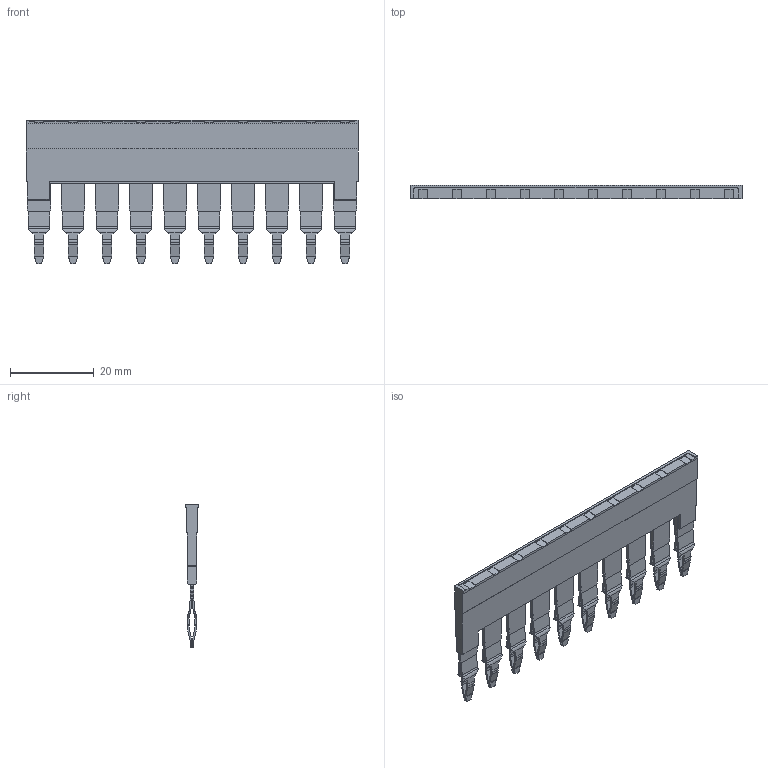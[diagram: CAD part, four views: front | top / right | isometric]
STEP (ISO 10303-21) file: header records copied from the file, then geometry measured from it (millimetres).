
FILE_DESCRIPTION(('CATIA V5 STEP Exchange','CAx-IF Rec.Pracs.--- Model Styling and Organization---1.4--- 2014-01-23'),'2;1');
FILE_NAME ('1227395-5_1', '2020-02-17T09:24:27+00:00', ('none'), ('Weidmueller'), 'CATIA Version 5-6 Release 2016 SP3 HF44', 'CATIA V5 STEP AP214', 'none');
FILE_SCHEMA(('AUTOMOTIVE_DESIGN { 1 0 10303 214 1 1 1 1 }'));
Length unit declared in the file: millimetre
Products named in the file (1): 2733970000
Bounding box: 79.1 x 3.1 x 34.11 mm (x, y, z)
Volume: 3533.7 mm3; surface area: 9773.2 mm2
Topology: 2 solids, 2 shells, 1022 faces, 3113 edges, 2095 vertices
Faces by surface type: plane 644, cylinder 378
Entity records: 33707 total; most frequent: CARTESIAN_POINT 8307, ORIENTED_EDGE 6226, DIRECTION 3777, EDGE_CURVE 3113, VERTEX_POINT 2095, VECTOR 2081, LINE 2081, AXIS2_PLACEMENT_3D 1183
